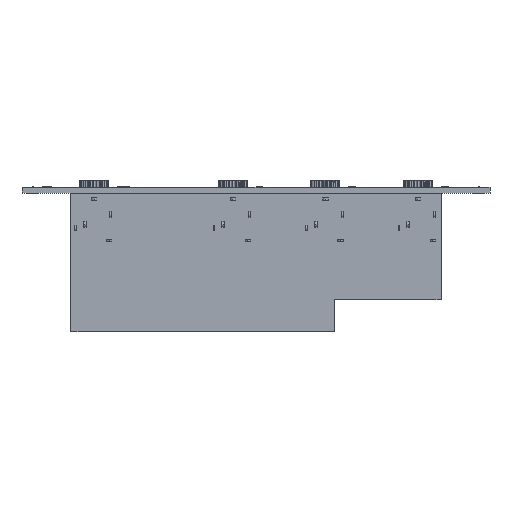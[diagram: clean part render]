
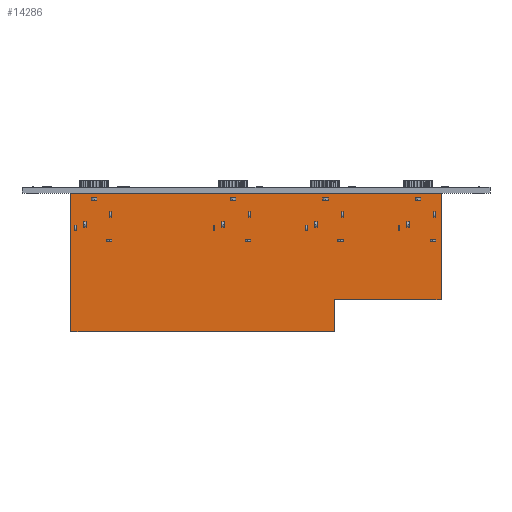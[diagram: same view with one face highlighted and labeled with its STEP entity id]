
A CAD part, left-side view. The second image highlights one B-rep face of the part: STEP entity #14286.
In plain terms, the highlighted face is planar.
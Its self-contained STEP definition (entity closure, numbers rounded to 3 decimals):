
#57 = LINE ( 'NONE', #13987, #2238 ) ;
#129 = ORIENTED_EDGE ( 'NONE', *, *, #11884, .F. ) ;
#241 = LINE ( 'NONE', #4083, #3768 ) ;
#821 = DIRECTION ( 'NONE',  ( 0., 0., 1. ) ) ;
#1003 = DIRECTION ( 'NONE',  ( 0., 0., 1. ) ) ;
#1496 = CARTESIAN_POINT ( 'NONE',  ( 29.21, -0.8, 50.8 ) ) ;
#1503 = ORIENTED_EDGE ( 'NONE', *, *, #12556, .F. ) ;
#2003 = ORIENTED_EDGE ( 'NONE', *, *, #2042, .F. ) ;
#2042 = EDGE_CURVE ( 'NONE', #11782, #5259, #9907, .T. ) ;
#2211 = CARTESIAN_POINT ( 'NONE',  ( 0., -0.8, 50.8 ) ) ;
#2238 = VECTOR ( 'NONE', #6314, 1000. ) ;
#2344 = ORIENTED_EDGE ( 'NONE', *, *, #10017, .F. ) ;
#3135 = PLANE ( 'NONE',  #15404 ) ;
#3740 = EDGE_LOOP ( 'NONE', ( #2003, #129, #11202, #1503, #2344, #7275 ) ) ;
#3768 = VECTOR ( 'NONE', #5251, 1000. ) ;
#4083 = CARTESIAN_POINT ( 'NONE',  ( 38.1, -0.8, 21.59 ) ) ;
#4386 = CARTESIAN_POINT ( 'NONE',  ( 38.1, -0.8, 21.59 ) ) ;
#4908 = VECTOR ( 'NONE', #8181, 1000. ) ;
#5251 = DIRECTION ( 'NONE',  ( 0., 0., -1. ) ) ;
#5259 = VERTEX_POINT ( 'NONE', #11401 ) ;
#5483 = VERTEX_POINT ( 'NONE', #7893 ) ;
#5920 = LINE ( 'NONE', #2211, #7757 ) ;
#6314 = DIRECTION ( 'NONE',  ( 0., 0., -1. ) ) ;
#6565 = VERTEX_POINT ( 'NONE', #1496 ) ;
#7095 = CARTESIAN_POINT ( 'NONE',  ( 0., -0.8, 0. ) ) ;
#7185 = LINE ( 'NONE', #12222, #4908 ) ;
#7237 = DIRECTION ( 'NONE',  ( 1., 0., 0. ) ) ;
#7275 = ORIENTED_EDGE ( 'NONE', *, *, #9914, .F. ) ;
#7465 = VECTOR ( 'NONE', #9679, 1000. ) ;
#7757 = VECTOR ( 'NONE', #7237, 1000. ) ;
#7893 = CARTESIAN_POINT ( 'NONE',  ( 38.1, -0.8, -50.8 ) ) ;
#8086 = DIRECTION ( 'NONE',  ( 0., 1., 0. ) ) ;
#8181 = DIRECTION ( 'NONE',  ( 1., 0., 0. ) ) ;
#8250 = FACE_OUTER_BOUND ( 'NONE', #3740, .T. ) ;
#9088 = EDGE_CURVE ( 'NONE', #16051, #5483, #241, .T. ) ;
#9679 = DIRECTION ( 'NONE',  ( -1., 0., 0. ) ) ;
#9841 = LINE ( 'NONE', #14882, #7465 ) ;
#9907 = LINE ( 'NONE', #15889, #13423 ) ;
#9914 = EDGE_CURVE ( 'NONE', #5259, #6565, #5920, .T. ) ;
#10017 = EDGE_CURVE ( 'NONE', #6565, #10563, #57, .T. ) ;
#10563 = VERTEX_POINT ( 'NONE', #16208 ) ;
#11202 = ORIENTED_EDGE ( 'NONE', *, *, #9088, .F. ) ;
#11401 = CARTESIAN_POINT ( 'NONE',  ( 0., -0.8, 50.8 ) ) ;
#11700 = CARTESIAN_POINT ( 'NONE',  ( 0., -0.8, -50.8 ) ) ;
#11782 = VERTEX_POINT ( 'NONE', #11700 ) ;
#11884 = EDGE_CURVE ( 'NONE', #5483, #11782, #9841, .T. ) ;
#12222 = CARTESIAN_POINT ( 'NONE',  ( 29.21, -0.8, 21.59 ) ) ;
#12556 = EDGE_CURVE ( 'NONE', #10563, #16051, #7185, .T. ) ;
#13423 = VECTOR ( 'NONE', #1003, 1000. ) ;
#13987 = CARTESIAN_POINT ( 'NONE',  ( 29.21, -0.8, 50.8 ) ) ;
#14286 = ADVANCED_FACE ( 'NONE', ( #8250 ), #3135, .F. ) ;
#14882 = CARTESIAN_POINT ( 'NONE',  ( 38.1, -0.8, -50.8 ) ) ;
#15404 = AXIS2_PLACEMENT_3D ( 'NONE', #7095, #8086, #821 ) ;
#15889 = CARTESIAN_POINT ( 'NONE',  ( 0., -0.8, -50.8 ) ) ;
#16051 = VERTEX_POINT ( 'NONE', #4386 ) ;
#16208 = CARTESIAN_POINT ( 'NONE',  ( 29.21, -0.8, 21.59 ) ) ;
